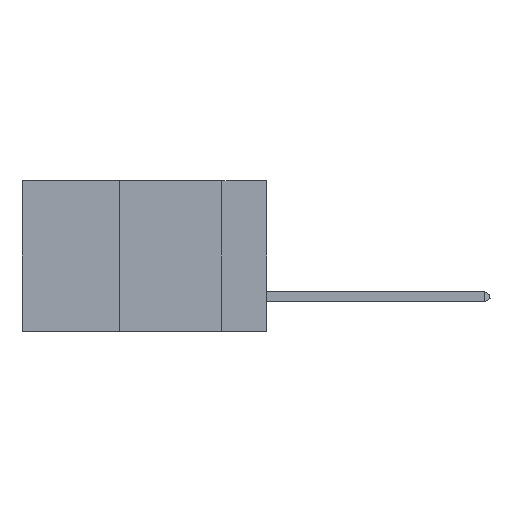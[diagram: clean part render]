
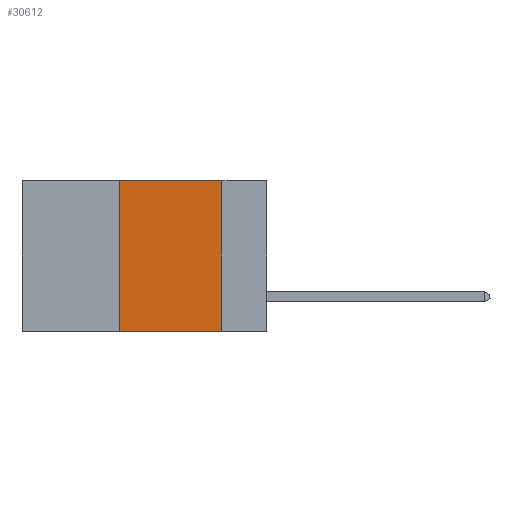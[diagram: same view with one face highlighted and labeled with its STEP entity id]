
A CAD part, left-side view. The second image highlights one B-rep face of the part: STEP entity #30612.
In plain terms, the highlighted planar face has unit normal (-1, 0, 0).
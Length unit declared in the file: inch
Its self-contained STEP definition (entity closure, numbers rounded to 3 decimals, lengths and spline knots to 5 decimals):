
#2990 = DIRECTION ( 'NONE',  ( 0., 0., -1. ) ) ;
#3274 = VERTEX_POINT ( 'NONE', #18209 ) ;
#4293 = CARTESIAN_POINT ( 'NONE',  ( 0., 0.11, 0. ) ) ;
#4691 = VECTOR ( 'NONE', #21993, 39.37008 ) ;
#7955 = LINE ( 'NONE', #33115, #9850 ) ;
#8134 = VERTEX_POINT ( 'NONE', #25870 ) ;
#8391 = CARTESIAN_POINT ( 'NONE',  ( 0., 0.11, 0. ) ) ;
#9770 = ORIENTED_EDGE ( 'NONE', *, *, #32830, .F. ) ;
#9850 = VECTOR ( 'NONE', #12250, 39.37008 ) ;
#10697 = EDGE_CURVE ( 'NONE', #37597, #3274, #20891, .T. ) ;
#12250 = DIRECTION ( 'NONE',  ( 0., -1., 0. ) ) ;
#13958 = DIRECTION ( 'NONE',  ( 0., 0., -1. ) ) ;
#18064 = VECTOR ( 'NONE', #36757, 39.37008 ) ;
#18209 = CARTESIAN_POINT ( 'NONE',  ( 0., 0.11, -0.37 ) ) ;
#18403 = EDGE_LOOP ( 'NONE', ( #27211, #37110, #9770, #37572 ) ) ;
#19731 = FACE_OUTER_BOUND ( 'NONE', #18403, .T. ) ;
#20891 = LINE ( 'NONE', #21595, #18064 ) ;
#21595 = CARTESIAN_POINT ( 'NONE',  ( 0., 0.6, -0.37 ) ) ;
#21841 = LINE ( 'NONE', #8391, #38870 ) ;
#21993 = DIRECTION ( 'NONE',  ( 0., 0., 1. ) ) ;
#25870 = CARTESIAN_POINT ( 'NONE',  ( 0., 0.36, 0. ) ) ;
#25985 = CARTESIAN_POINT ( 'NONE',  ( 0., 0.6, 0. ) ) ;
#27211 = ORIENTED_EDGE ( 'NONE', *, *, #27325, .F. ) ;
#27325 = EDGE_CURVE ( 'NONE', #34333, #3274, #21841, .T. ) ;
#27906 = CARTESIAN_POINT ( 'NONE',  ( 0., 0.36, 0. ) ) ;
#29586 = AXIS2_PLACEMENT_3D ( 'NONE', #25985, #32045, #13958 ) ;
#29746 = LINE ( 'NONE', #27906, #4691 ) ;
#30612 = ADVANCED_FACE ( 'NONE', ( #19731 ), #31916, .F. ) ;
#31916 = PLANE ( 'NONE',  #29586 ) ;
#32045 = DIRECTION ( 'NONE',  ( 1., 0., 0. ) ) ;
#32540 = CARTESIAN_POINT ( 'NONE',  ( 0., 0.36, -0.37 ) ) ;
#32830 = EDGE_CURVE ( 'NONE', #37597, #8134, #29746, .T. ) ;
#33115 = CARTESIAN_POINT ( 'NONE',  ( 0., 0.6, 0. ) ) ;
#34028 = EDGE_CURVE ( 'NONE', #8134, #34333, #7955, .T. ) ;
#34333 = VERTEX_POINT ( 'NONE', #4293 ) ;
#36757 = DIRECTION ( 'NONE',  ( 0., -1., 0. ) ) ;
#37110 = ORIENTED_EDGE ( 'NONE', *, *, #34028, .F. ) ;
#37572 = ORIENTED_EDGE ( 'NONE', *, *, #10697, .T. ) ;
#37597 = VERTEX_POINT ( 'NONE', #32540 ) ;
#38870 = VECTOR ( 'NONE', #2990, 39.37008 ) ;
